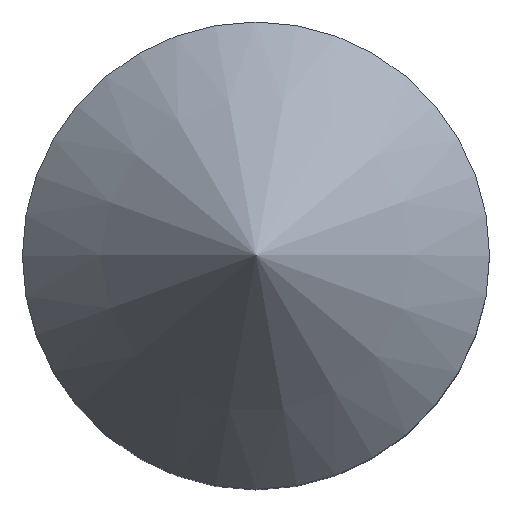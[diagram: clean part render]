
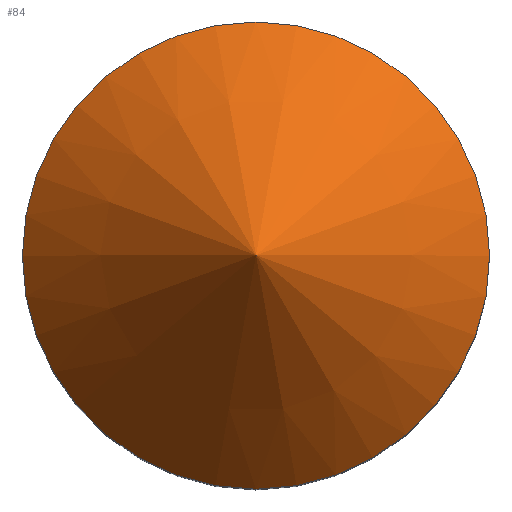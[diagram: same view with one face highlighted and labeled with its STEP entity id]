
A CAD part, top view. The second image highlights one B-rep face of the part: STEP entity #84.
In plain terms, the highlighted conical face has half-angle 40.914 degrees and reference radius 0 mm.
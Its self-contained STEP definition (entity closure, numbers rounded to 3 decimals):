
#54=CONICAL_SURFACE('',#162,0.,40.914);
#55=VERTEX_LOOP('',#130);
#68=FACE_BOUND('',#101,.T.);
#69=FACE_BOUND('',#55,.T.);
#84=ADVANCED_FACE('',(#68,#69),#54,.T.);
#101=EDGE_LOOP('',(#117));
#117=ORIENTED_EDGE('',*,*,#140,.T.);
#129=VERTEX_POINT('',#215);
#130=VERTEX_POINT('',#217);
#140=EDGE_CURVE('',#129,#129,#148,.T.);
#148=CIRCLE('',#160,0.65);
#160=AXIS2_PLACEMENT_3D('',#214,#184,#185);
#162=AXIS2_PLACEMENT_3D('',#218,#188,#189);
#184=DIRECTION('',(0.,0.,1.));
#185=DIRECTION('',(1.,0.,0.));
#188=DIRECTION('',(0.,0.,-1.));
#189=DIRECTION('',(-1.,0.,0.));
#214=CARTESIAN_POINT('',(0.,0.,-0.75));
#215=CARTESIAN_POINT('',(0.65,0.,-0.75));
#217=CARTESIAN_POINT('',(0.,0.,0.));
#218=CARTESIAN_POINT('',(0.,0.,0.));
